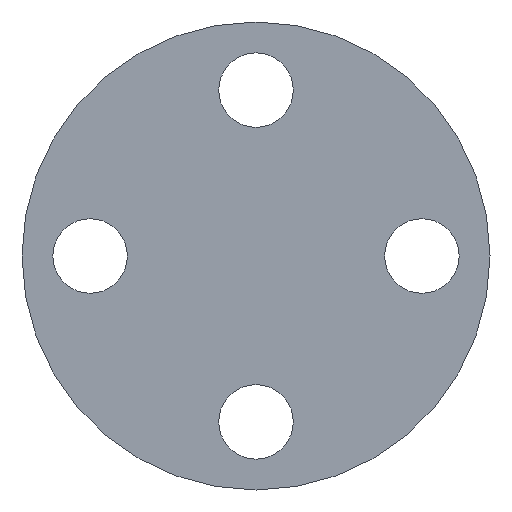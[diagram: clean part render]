
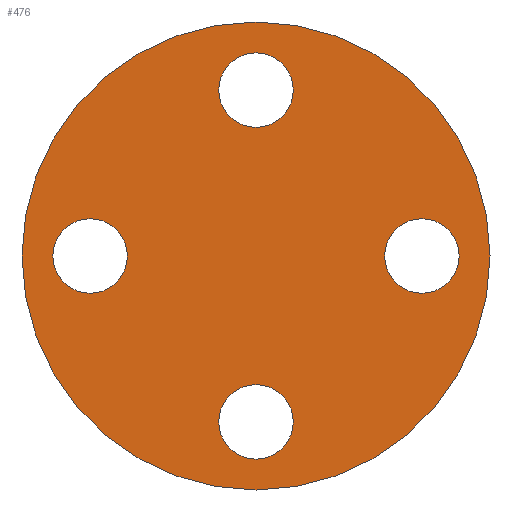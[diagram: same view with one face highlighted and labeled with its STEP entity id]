
A CAD part, front view. The second image highlights one B-rep face of the part: STEP entity #476.
In plain terms, the highlighted planar face has unit normal (0, -1, 0).
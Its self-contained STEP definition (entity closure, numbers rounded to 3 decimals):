
#2 = CARTESIAN_POINT ( 'NONE',  ( 0., 0., 49.3 ) ) ;
#5 = DIRECTION ( 'NONE',  ( 0., 1., 0. ) ) ;
#12 = EDGE_CURVE ( 'NONE', #415, #191, #68, .T. ) ;
#14 = AXIS2_PLACEMENT_3D ( 'NONE', #56, #313, #518 ) ;
#20 = DIRECTION ( 'NONE',  ( 0., 0., 1. ) ) ;
#29 = AXIS2_PLACEMENT_3D ( 'NONE', #180, #351, #231 ) ;
#33 = DIRECTION ( 'NONE',  ( 1., 0., 0. ) ) ;
#42 = ORIENTED_EDGE ( 'NONE', *, *, #315, .T. ) ;
#50 = CARTESIAN_POINT ( 'NONE',  ( 0., 0., 34.95 ) ) ;
#52 = EDGE_CURVE ( 'NONE', #172, #228, #96, .T. ) ;
#56 = CARTESIAN_POINT ( 'NONE',  ( 0., 0., 34.95 ) ) ;
#60 = CARTESIAN_POINT ( 'NONE',  ( 27.1, 0., 0. ) ) ;
#64 = EDGE_CURVE ( 'NONE', #431, #283, #144, .T. ) ;
#67 = CARTESIAN_POINT ( 'NONE',  ( 42.8, 0., 0. ) ) ;
#68 = CIRCLE ( 'NONE', #479, 7.85 ) ;
#71 = ORIENTED_EDGE ( 'NONE', *, *, #224, .F. ) ;
#72 = EDGE_CURVE ( 'NONE', #191, #415, #193, .T. ) ;
#78 = ORIENTED_EDGE ( 'NONE', *, *, #72, .T. ) ;
#83 = EDGE_LOOP ( 'NONE', ( #426, #344 ) ) ;
#85 = CARTESIAN_POINT ( 'NONE',  ( 0., 0., 0. ) ) ;
#91 = CARTESIAN_POINT ( 'NONE',  ( -42.8, 0., 0. ) ) ;
#96 = CIRCLE ( 'NONE', #380, 7.85 ) ;
#99 = AXIS2_PLACEMENT_3D ( 'NONE', #112, #373, #20 ) ;
#108 = CARTESIAN_POINT ( 'NONE',  ( 34.95, 0., 0. ) ) ;
#112 = CARTESIAN_POINT ( 'NONE',  ( 0., 0., 0. ) ) ;
#125 = AXIS2_PLACEMENT_3D ( 'NONE', #85, #428, #513 ) ;
#131 = EDGE_LOOP ( 'NONE', ( #42, #482 ) ) ;
#144 = CIRCLE ( 'NONE', #211, 7.85 ) ;
#156 = CARTESIAN_POINT ( 'NONE',  ( 0., 0., -27.1 ) ) ;
#157 = VERTEX_POINT ( 'NONE', #2 ) ;
#159 = VERTEX_POINT ( 'NONE', #393 ) ;
#172 = VERTEX_POINT ( 'NONE', #273 ) ;
#173 = FACE_BOUND ( 'NONE', #83, .T. ) ;
#174 = EDGE_CURVE ( 'NONE', #159, #157, #539, .T. ) ;
#180 = CARTESIAN_POINT ( 'NONE',  ( -34.95, 0., 0. ) ) ;
#182 = DIRECTION ( 'NONE',  ( 0., 1., 0. ) ) ;
#184 = DIRECTION ( 'NONE',  ( 0., 1., 0. ) ) ;
#189 = EDGE_CURVE ( 'NONE', #283, #431, #523, .T. ) ;
#190 = CARTESIAN_POINT ( 'NONE',  ( 0., 0., -34.95 ) ) ;
#191 = VERTEX_POINT ( 'NONE', #91 ) ;
#193 = CIRCLE ( 'NONE', #29, 7.85 ) ;
#210 = VERTEX_POINT ( 'NONE', #60 ) ;
#211 = AXIS2_PLACEMENT_3D ( 'NONE', #50, #184, #226 ) ;
#213 = FACE_BOUND ( 'NONE', #366, .T. ) ;
#214 = EDGE_CURVE ( 'NONE', #210, #325, #274, .T. ) ;
#223 = AXIS2_PLACEMENT_3D ( 'NONE', #108, #233, #363 ) ;
#224 = EDGE_CURVE ( 'NONE', #157, #159, #532, .T. ) ;
#226 = DIRECTION ( 'NONE',  ( 0., 0., -1. ) ) ;
#227 = DIRECTION ( 'NONE',  ( 0., 0., 1. ) ) ;
#228 = VERTEX_POINT ( 'NONE', #156 ) ;
#231 = DIRECTION ( 'NONE',  ( 1., 0., 0. ) ) ;
#233 = DIRECTION ( 'NONE',  ( 0., 1., 0. ) ) ;
#253 = PLANE ( 'NONE',  #125 ) ;
#255 = AXIS2_PLACEMENT_3D ( 'NONE', #441, #5, #227 ) ;
#273 = CARTESIAN_POINT ( 'NONE',  ( 0., 0., -42.8 ) ) ;
#274 = CIRCLE ( 'NONE', #223, 7.85 ) ;
#277 = ORIENTED_EDGE ( 'NONE', *, *, #12, .T. ) ;
#281 = CARTESIAN_POINT ( 'NONE',  ( 34.95, 0., 0. ) ) ;
#283 = VERTEX_POINT ( 'NONE', #533 ) ;
#288 = EDGE_CURVE ( 'NONE', #325, #210, #429, .T. ) ;
#290 = DIRECTION ( 'NONE',  ( 0., 1., 0. ) ) ;
#291 = DIRECTION ( 'NONE',  ( -1., 0., 0. ) ) ;
#300 = EDGE_LOOP ( 'NONE', ( #372, #71 ) ) ;
#308 = CARTESIAN_POINT ( 'NONE',  ( 0., 0., 42.8 ) ) ;
#313 = DIRECTION ( 'NONE',  ( 0., 1., 0. ) ) ;
#315 = EDGE_CURVE ( 'NONE', #228, #172, #389, .T. ) ;
#325 = VERTEX_POINT ( 'NONE', #67 ) ;
#344 = ORIENTED_EDGE ( 'NONE', *, *, #288, .T. ) ;
#351 = DIRECTION ( 'NONE',  ( 0., 1., 0. ) ) ;
#352 = FACE_BOUND ( 'NONE', #399, .T. ) ;
#357 = DIRECTION ( 'NONE',  ( 0., 0., 1. ) ) ;
#359 = DIRECTION ( 'NONE',  ( 0., 1., 0. ) ) ;
#363 = DIRECTION ( 'NONE',  ( -1., 0., 0. ) ) ;
#366 = EDGE_LOOP ( 'NONE', ( #394, #541 ) ) ;
#372 = ORIENTED_EDGE ( 'NONE', *, *, #174, .F. ) ;
#373 = DIRECTION ( 'NONE',  ( 0., 1., 0. ) ) ;
#380 = AXIS2_PLACEMENT_3D ( 'NONE', #522, #182, #357 ) ;
#387 = CARTESIAN_POINT ( 'NONE',  ( -27.1, 0., 0. ) ) ;
#389 = CIRCLE ( 'NONE', #478, 7.85 ) ;
#393 = CARTESIAN_POINT ( 'NONE',  ( 0., 0., -49.3 ) ) ;
#394 = ORIENTED_EDGE ( 'NONE', *, *, #189, .T. ) ;
#399 = EDGE_LOOP ( 'NONE', ( #277, #78 ) ) ;
#415 = VERTEX_POINT ( 'NONE', #387 ) ;
#426 = ORIENTED_EDGE ( 'NONE', *, *, #214, .T. ) ;
#428 = DIRECTION ( 'NONE',  ( 0., 1., 0. ) ) ;
#429 = CIRCLE ( 'NONE', #499, 7.85 ) ;
#431 = VERTEX_POINT ( 'NONE', #308 ) ;
#441 = CARTESIAN_POINT ( 'NONE',  ( 0., 0., 0. ) ) ;
#467 = FACE_OUTER_BOUND ( 'NONE', #300, .T. ) ;
#476 = ADVANCED_FACE ( 'NONE', ( #352, #213, #173, #516, #467 ), #253, .F. ) ;
#478 = AXIS2_PLACEMENT_3D ( 'NONE', #190, #545, #528 ) ;
#479 = AXIS2_PLACEMENT_3D ( 'NONE', #500, #290, #33 ) ;
#482 = ORIENTED_EDGE ( 'NONE', *, *, #52, .T. ) ;
#499 = AXIS2_PLACEMENT_3D ( 'NONE', #281, #359, #291 ) ;
#500 = CARTESIAN_POINT ( 'NONE',  ( -34.95, 0., 0. ) ) ;
#513 = DIRECTION ( 'NONE',  ( 0., 0., 1. ) ) ;
#516 = FACE_BOUND ( 'NONE', #131, .T. ) ;
#518 = DIRECTION ( 'NONE',  ( 0., 0., -1. ) ) ;
#522 = CARTESIAN_POINT ( 'NONE',  ( 0., 0., -34.95 ) ) ;
#523 = CIRCLE ( 'NONE', #14, 7.85 ) ;
#528 = DIRECTION ( 'NONE',  ( 0., 0., 1. ) ) ;
#532 = CIRCLE ( 'NONE', #99, 49.3 ) ;
#533 = CARTESIAN_POINT ( 'NONE',  ( 0., 0., 27.1 ) ) ;
#539 = CIRCLE ( 'NONE', #255, 49.3 ) ;
#541 = ORIENTED_EDGE ( 'NONE', *, *, #64, .T. ) ;
#545 = DIRECTION ( 'NONE',  ( 0., 1., 0. ) ) ;
